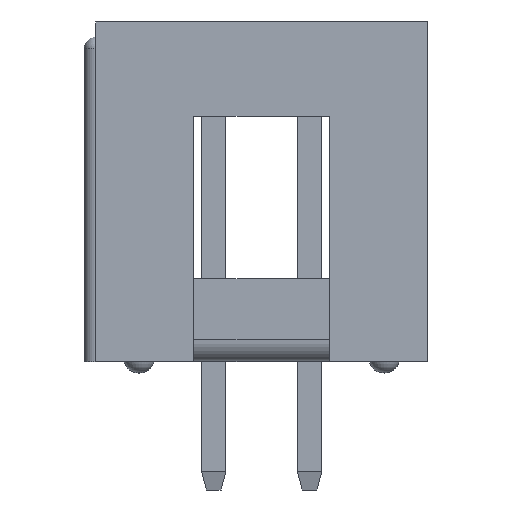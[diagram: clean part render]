
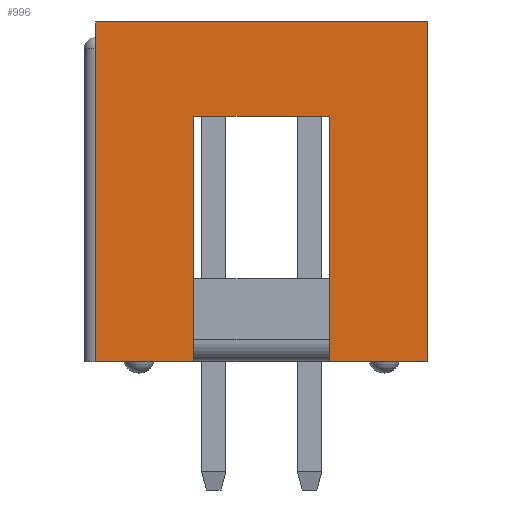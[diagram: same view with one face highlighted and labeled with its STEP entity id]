
A CAD part, left-side view. The second image highlights one B-rep face of the part: STEP entity #996.
In plain terms, the highlighted planar face has unit normal (-1, 0, 0).
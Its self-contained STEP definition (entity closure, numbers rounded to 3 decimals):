
#996=ADVANCED_FACE('',(#5465),#5467,.T.);
#5465=FACE_BOUND('',#5466,.T.);
#5466=EDGE_LOOP('',(#8906,#8907,#8908,#8909,#8910,#8911,#8912,#8913));
#5467=PLANE('',#5468);
#5468=AXIS2_PLACEMENT_3D('',#5469,#5470,#5471);
#5469=CARTESIAN_POINT('',(-16.65,4.4,0.3));
#5470=DIRECTION('',(-1.,0.,0.));
#5471=DIRECTION('',(0.,-1.,0.));
#8906=ORIENTED_EDGE('',*,*,#10912,.T.);
#8907=ORIENTED_EDGE('',*,*,#10913,.T.);
#8908=ORIENTED_EDGE('',*,*,#10914,.T.);
#8909=ORIENTED_EDGE('',*,*,#10650,.T.);
#8910=ORIENTED_EDGE('',*,*,#10908,.T.);
#8911=ORIENTED_EDGE('',*,*,#10915,.F.);
#8912=ORIENTED_EDGE('',*,*,#10916,.F.);
#8913=ORIENTED_EDGE('',*,*,#10636,.T.);
#10636=EDGE_CURVE('',#11723,#11721,#11724,.T.);
#10650=EDGE_CURVE('',#11751,#11749,#11752,.T.);
#10908=EDGE_CURVE('',#11749,#12183,#12185,.T.);
#10912=EDGE_CURVE('',#11721,#12191,#12192,.F.);
#10913=EDGE_CURVE('',#12191,#12193,#12194,.F.);
#10914=EDGE_CURVE('',#12193,#11751,#12195,.F.);
#10915=EDGE_CURVE('',#12196,#12183,#12197,.T.);
#10916=EDGE_CURVE('',#11723,#12196,#12198,.T.);
#11721=VERTEX_POINT('',#13452);
#11723=VERTEX_POINT('',#13456);
#11724=LINE('',#13457,#13458);
#11749=VERTEX_POINT('',#13511);
#11751=VERTEX_POINT('',#13515);
#11752=LINE('',#13516,#13517);
#12183=VERTEX_POINT('',#14469);
#12185=LINE('',#14473,#14474);
#12191=VERTEX_POINT('',#14487);
#12192=LINE('',#14488,#14489);
#12193=VERTEX_POINT('',#14491);
#12194=LINE('',#14492,#14493);
#12195=LINE('',#14495,#14496);
#12196=VERTEX_POINT('',#14498);
#12197=LINE('',#14499,#14500);
#12198=LINE('',#14502,#14503);
#13452=CARTESIAN_POINT('',(-16.65,1.8,0.3));
#13456=CARTESIAN_POINT('',(-16.65,4.4,0.3));
#13457=CARTESIAN_POINT('',(-16.65,4.4,0.3));
#13458=VECTOR('',#13459,1.);
#13459=DIRECTION('',(0.,-1.,0.));
#13511=CARTESIAN_POINT('',(-16.65,-4.4,0.3));
#13515=CARTESIAN_POINT('',(-16.65,-1.8,0.3));
#13516=CARTESIAN_POINT('',(-16.65,-1.8,0.3));
#13517=VECTOR('',#13518,1.);
#13518=DIRECTION('',(0.,-1.,0.));
#14469=CARTESIAN_POINT('',(-16.65,-4.4,9.3));
#14473=CARTESIAN_POINT('',(-16.65,-4.4,0.3));
#14474=VECTOR('',#14475,1.);
#14475=DIRECTION('',(0.,0.,1.));
#14487=CARTESIAN_POINT('',(-16.65,1.8,6.8));
#14488=CARTESIAN_POINT('',(-16.65,1.8,6.8));
#14489=VECTOR('',#14490,1.);
#14490=DIRECTION('',(0.,0.,-1.));
#14491=CARTESIAN_POINT('',(-16.65,-1.8,6.8));
#14492=CARTESIAN_POINT('',(-16.65,-1.8,6.8));
#14493=VECTOR('',#14494,1.);
#14494=DIRECTION('',(0.,1.,0.));
#14495=CARTESIAN_POINT('',(-16.65,-1.8,0.3));
#14496=VECTOR('',#14497,1.);
#14497=DIRECTION('',(0.,0.,1.));
#14498=CARTESIAN_POINT('',(-16.65,4.4,9.3));
#14499=CARTESIAN_POINT('',(-16.65,4.4,9.3));
#14500=VECTOR('',#14501,1.);
#14501=DIRECTION('',(0.,-1.,0.));
#14502=CARTESIAN_POINT('',(-16.65,4.4,0.3));
#14503=VECTOR('',#14504,1.);
#14504=DIRECTION('',(0.,0.,1.));
